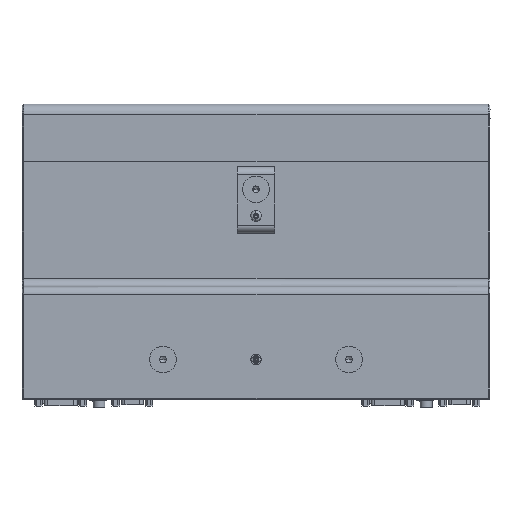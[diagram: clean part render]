
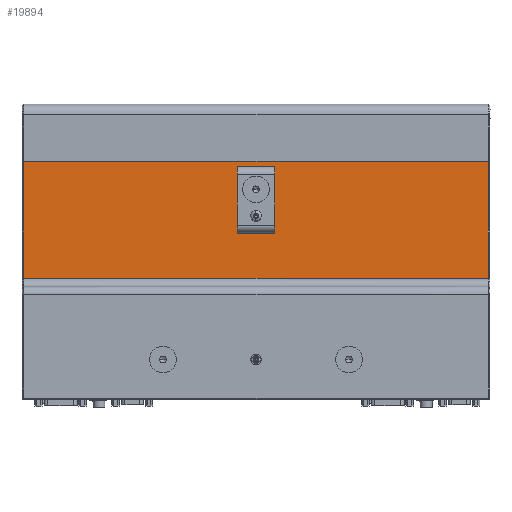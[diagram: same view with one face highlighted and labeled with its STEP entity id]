
A CAD part, front view. The second image highlights one B-rep face of the part: STEP entity #19894.
In plain terms, the highlighted planar face has unit normal (0, -1, 0).
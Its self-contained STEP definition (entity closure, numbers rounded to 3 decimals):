
#5339=DIRECTION('',(0.,0.,-1.));
#5340=VECTOR('',#5339,50.);
#5341=CARTESIAN_POINT('',(-14.,-34.,108.));
#5342=LINE('',#5341,#5340);
#5343=DIRECTION('',(1.,0.,0.));
#5344=VECTOR('',#5343,28.);
#5345=CARTESIAN_POINT('',(-14.,-34.,58.));
#5346=LINE('',#5345,#5344);
#5347=DIRECTION('',(0.,0.,1.));
#5348=VECTOR('',#5347,50.);
#5349=CARTESIAN_POINT('',(14.,-34.,58.));
#5350=LINE('',#5349,#5348);
#5351=DIRECTION('',(-1.,0.,0.));
#5352=VECTOR('',#5351,28.);
#5353=CARTESIAN_POINT('',(14.,-34.,108.));
#5354=LINE('',#5353,#5352);
#5355=DIRECTION('',(0.,0.,1.));
#5356=VECTOR('',#5355,88.);
#5357=CARTESIAN_POINT('',(-174.8,-34.,
24.));
#5358=LINE('',#5357,#5356);
#5359=DIRECTION('',(1.,0.,0.));
#5360=VECTOR('',#5359,349.6);
#5361=CARTESIAN_POINT('',(-174.8,-34.,112.));
#5362=LINE('',#5361,#5360);
#5363=DIRECTION('',(0.,0.,-1.));
#5364=VECTOR('',#5363,88.);
#5365=CARTESIAN_POINT('',(174.8,-34.,112.));
#5366=LINE('',#5365,#5364);
#5367=DIRECTION('',(1.,0.,0.));
#5368=VECTOR('',#5367,349.6);
#5369=CARTESIAN_POINT('',(-174.8,-34.,
24.));
#5370=LINE('',#5369,#5368);
#12080=CARTESIAN_POINT('',(-14.,-34.,108.));
#12081=CARTESIAN_POINT('',(-14.,-34.,58.));
#12082=VERTEX_POINT('',#12080);
#12083=VERTEX_POINT('',#12081);
#12084=CARTESIAN_POINT('',(14.,-34.,58.));
#12085=VERTEX_POINT('',#12084);
#12086=CARTESIAN_POINT('',(14.,-34.,108.));
#12087=VERTEX_POINT('',#12086);
#12166=CARTESIAN_POINT('',(-174.8,-34.,112.));
#12168=VERTEX_POINT('',#12166);
#12169=CARTESIAN_POINT('',(-174.8,-34.,
24.));
#12170=VERTEX_POINT('',#12169);
#12204=CARTESIAN_POINT('',(174.8,-34.,112.));
#12206=VERTEX_POINT('',#12204);
#12210=CARTESIAN_POINT('',(174.8,-34.,
24.));
#12211=VERTEX_POINT('',#12210);
#19869=CARTESIAN_POINT('',(176.,-34.,132.));
#19870=DIRECTION('',(0.,1.,0.));
#19871=DIRECTION('',(-1.,0.,0.));
#19872=AXIS2_PLACEMENT_3D('',#19869,#19870,#19871);
#19873=PLANE('',#19872);
#19875=ORIENTED_EDGE('',*,*,#19874,.T.);
#19877=ORIENTED_EDGE('',*,*,#19876,.T.);
#19879=ORIENTED_EDGE('',*,*,#19878,.T.);
#19881=ORIENTED_EDGE('',*,*,#19880,.F.);
#19882=EDGE_LOOP('',(#19875,#19877,#19879,#19881));
#19883=FACE_OUTER_BOUND('',#19882,.F.);
#19885=ORIENTED_EDGE('',*,*,#19884,.T.);
#19887=ORIENTED_EDGE('',*,*,#19886,.T.);
#19889=ORIENTED_EDGE('',*,*,#19888,.T.);
#19891=ORIENTED_EDGE('',*,*,#19890,.T.);
#19892=EDGE_LOOP('',(#19885,#19887,#19889,#19891));
#19893=FACE_BOUND('',#19892,.F.);
#19894=ADVANCED_FACE('',(#19883,#19893),#19873,.F.);
#19874=EDGE_CURVE('',#12170,#12168,#5358,.T.);
#19876=EDGE_CURVE('',#12168,#12206,#5362,.T.);
#19878=EDGE_CURVE('',#12206,#12211,#5366,.T.);
#19880=EDGE_CURVE('',#12170,#12211,#5370,.T.);
#19884=EDGE_CURVE('',#12082,#12083,#5342,.T.);
#19886=EDGE_CURVE('',#12083,#12085,#5346,.T.);
#19888=EDGE_CURVE('',#12085,#12087,#5350,.T.);
#19890=EDGE_CURVE('',#12087,#12082,#5354,.T.);
